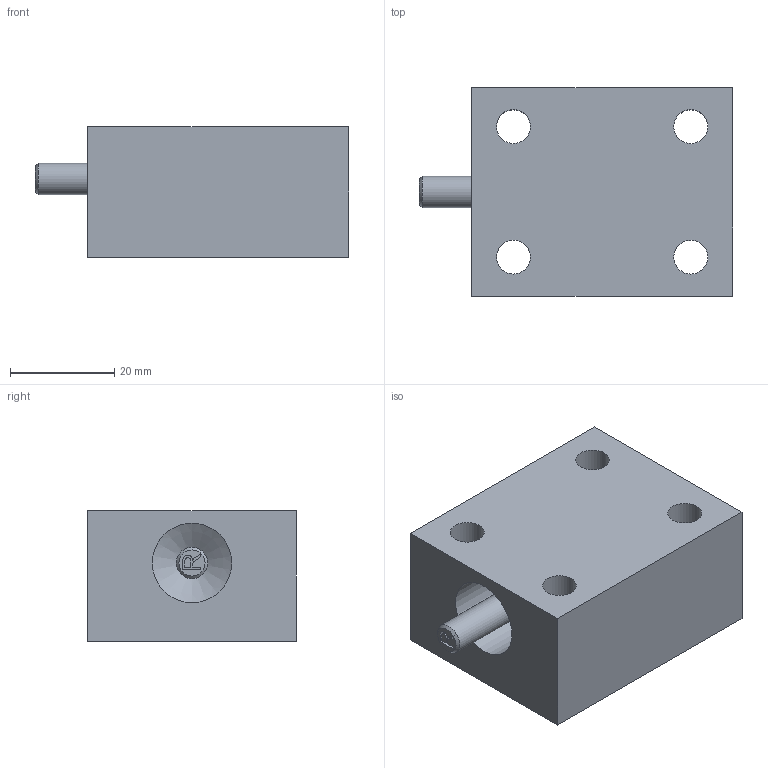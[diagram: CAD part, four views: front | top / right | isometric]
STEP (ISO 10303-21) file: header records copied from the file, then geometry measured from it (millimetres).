
FILE_DESCRIPTION((''),'2;1');
FILE_NAME('110 060 01.stp','2012-05-31T20:03:13',('HJ'),('AVAC Vacuumteknik AB'),'Autodesk Inventor 2012','Autodesk Inventor 2012','');
FILE_SCHEMA(('AUTOMOTIVE_DESIGN { 1 0 10303 214 1 1 1 1 }'));
Length unit declared in the file: millimetre
Products named in the file (1): 110 060 01
Bounding box: 60 x 40 x 25 mm (x, y, z)
Volume: 38986.2 mm3; surface area: 12944.9 mm2
Topology: 1 solids, 1 shells, 68 faces, 161 edges, 107 vertices
Faces by surface type: plane 37, cylinder 14, bspline 14, cone 3
Full cylindrical faces by diameter (mm): 6 x2, 6.5 x4, 8.8 x1, 10.5 x4, 11.8 x1, 15.25 x1, 19 x1
Entity records: 2070 total; most frequent: CARTESIAN_POINT 517, ORIENTED_EDGE 280, DIRECTION 251, EDGE_CURVE 140, EDGE_LOOP 105, VERTEX_POINT 103, AXIS2_PLACEMENT_3D 84, VECTOR 83
